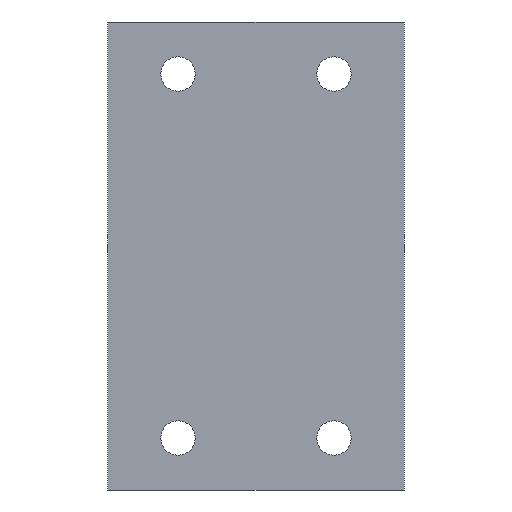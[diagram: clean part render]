
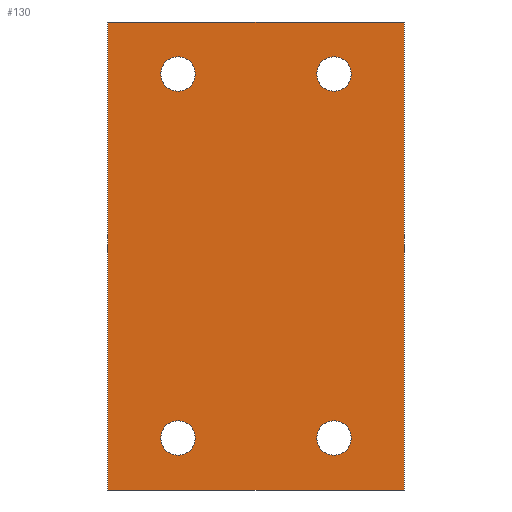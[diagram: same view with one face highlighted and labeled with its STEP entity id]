
A CAD part, front view. The second image highlights one B-rep face of the part: STEP entity #130.
In plain terms, the highlighted planar face has unit normal (0, -1, 0).
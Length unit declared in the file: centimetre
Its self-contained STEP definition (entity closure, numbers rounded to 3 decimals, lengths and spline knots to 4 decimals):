
#3 = VERTEX_POINT ( 'NONE', #255 ) ;
#4 = VECTOR ( 'NONE', #371, 100. ) ;
#7 = ORIENTED_EDGE ( 'NONE', *, *, #311, .T. ) ;
#21 = EDGE_CURVE ( 'NONE', #488, #386, #527, .T. ) ;
#29 = FACE_OUTER_BOUND ( 'NONE', #185, .T. ) ;
#39 = EDGE_CURVE ( 'NONE', #122, #214, #101, .T. ) ;
#43 = CIRCLE ( 'NONE', #414, 0.33 ) ;
#48 = CARTESIAN_POINT ( 'NONE',  ( 4., 0.8, -7.67 ) ) ;
#49 = VERTEX_POINT ( 'NONE', #504 ) ;
#50 = AXIS2_PLACEMENT_3D ( 'NONE', #193, #477, #390 ) ;
#52 = EDGE_CURVE ( 'NONE', #523, #180, #236, .T. ) ;
#54 = DIRECTION ( 'NONE',  ( 0., 0., -1. ) ) ;
#55 = DIRECTION ( 'NONE',  ( 0., 0., -1. ) ) ;
#61 = CARTESIAN_POINT ( 'NONE',  ( 4., 0.8, -8.33 ) ) ;
#76 = AXIS2_PLACEMENT_3D ( 'NONE', #268, #198, #426 ) ;
#77 = CARTESIAN_POINT ( 'NONE',  ( 4., 0.8, -8. ) ) ;
#78 = AXIS2_PLACEMENT_3D ( 'NONE', #493, #337, #375 ) ;
#79 = EDGE_CURVE ( 'NONE', #49, #187, #109, .T. ) ;
#88 = CARTESIAN_POINT ( 'NONE',  ( 1., 0.8, -8. ) ) ;
#90 = EDGE_CURVE ( 'NONE', #386, #488, #127, .T. ) ;
#97 = VERTEX_POINT ( 'NONE', #316 ) ;
#101 = CIRCLE ( 'NONE', #297, 0.33 ) ;
#102 = CIRCLE ( 'NONE', #201, 0.33 ) ;
#106 = CARTESIAN_POINT ( 'NONE',  ( 1., 0.8, -0.67 ) ) ;
#109 = LINE ( 'NONE', #318, #314 ) ;
#110 = EDGE_CURVE ( 'NONE', #443, #321, #281, .T. ) ;
#113 = DIRECTION ( 'NONE',  ( 0., 0., -1. ) ) ;
#122 = VERTEX_POINT ( 'NONE', #106 ) ;
#126 = CARTESIAN_POINT ( 'NONE',  ( 1., 0.8, -1.33 ) ) ;
#127 = CIRCLE ( 'NONE', #420, 0.33 ) ;
#130 = ADVANCED_FACE ( 'NONE', ( #154, #511, #29, #150, #353 ), #396, .T. ) ;
#140 = EDGE_LOOP ( 'NONE', ( #143, #247 ) ) ;
#142 = LINE ( 'NONE', #421, #339 ) ;
#143 = ORIENTED_EDGE ( 'NONE', *, *, #21, .F. ) ;
#145 = ORIENTED_EDGE ( 'NONE', *, *, #505, .F. ) ;
#146 = AXIS2_PLACEMENT_3D ( 'NONE', #467, #195, #113 ) ;
#150 = FACE_BOUND ( 'NONE', #341, .T. ) ;
#154 = FACE_BOUND ( 'NONE', #381, .T. ) ;
#157 = DIRECTION ( 'NONE',  ( 1., 0., 0. ) ) ;
#161 = VECTOR ( 'NONE', #222, 100. ) ;
#177 = CARTESIAN_POINT ( 'NONE',  ( 4., 0.8, -1.33 ) ) ;
#180 = VERTEX_POINT ( 'NONE', #469 ) ;
#184 = LINE ( 'NONE', #305, #161 ) ;
#185 = EDGE_LOOP ( 'NONE', ( #7, #436, #481, #292 ) ) ;
#187 = VERTEX_POINT ( 'NONE', #429 ) ;
#193 = CARTESIAN_POINT ( 'NONE',  ( 1., 0.8, -8. ) ) ;
#195 = DIRECTION ( 'NONE',  ( 0., -1., 0. ) ) ;
#198 = DIRECTION ( 'NONE',  ( 0., -1., 0. ) ) ;
#201 = AXIS2_PLACEMENT_3D ( 'NONE', #88, #335, #385 ) ;
#211 = CARTESIAN_POINT ( 'NONE',  ( 5.35, 0.8, 0. ) ) ;
#214 = VERTEX_POINT ( 'NONE', #126 ) ;
#221 = CARTESIAN_POINT ( 'NONE',  ( 1., 0.8, -1. ) ) ;
#222 = DIRECTION ( 'NONE',  ( 0., 0., -1. ) ) ;
#227 = EDGE_LOOP ( 'NONE', ( #302, #145 ) ) ;
#236 = CIRCLE ( 'NONE', #50, 0.33 ) ;
#247 = ORIENTED_EDGE ( 'NONE', *, *, #90, .F. ) ;
#255 = CARTESIAN_POINT ( 'NONE',  ( -0.35, 0.8, 0. ) ) ;
#268 = CARTESIAN_POINT ( 'NONE',  ( 0., 0.8, 0. ) ) ;
#281 = CIRCLE ( 'NONE', #146, 0.33 ) ;
#292 = ORIENTED_EDGE ( 'NONE', *, *, #384, .T. ) ;
#293 = LINE ( 'NONE', #211, #4 ) ;
#297 = AXIS2_PLACEMENT_3D ( 'NONE', #221, #383, #343 ) ;
#302 = ORIENTED_EDGE ( 'NONE', *, *, #52, .F. ) ;
#305 = CARTESIAN_POINT ( 'NONE',  ( -0.35, 0.8, 0. ) ) ;
#311 = EDGE_CURVE ( 'NONE', #97, #3, #293, .T. ) ;
#314 = VECTOR ( 'NONE', #157, 100. ) ;
#316 = CARTESIAN_POINT ( 'NONE',  ( 5.35, 0.8, 0. ) ) ;
#318 = CARTESIAN_POINT ( 'NONE',  ( -0.35, 0.8, -9. ) ) ;
#321 = VERTEX_POINT ( 'NONE', #329 ) ;
#325 = ORIENTED_EDGE ( 'NONE', *, *, #110, .F. ) ;
#329 = CARTESIAN_POINT ( 'NONE',  ( 4., 0.8, -0.67 ) ) ;
#335 = DIRECTION ( 'NONE',  ( 0., -1., 0. ) ) ;
#337 = DIRECTION ( 'NONE',  ( 0., -1., 0. ) ) ;
#339 = VECTOR ( 'NONE', #503, 100. ) ;
#341 = EDGE_LOOP ( 'NONE', ( #448, #325 ) ) ;
#343 = DIRECTION ( 'NONE',  ( 0., 0., -1. ) ) ;
#345 = CARTESIAN_POINT ( 'NONE',  ( 1., 0.8, -7.67 ) ) ;
#353 = FACE_BOUND ( 'NONE', #227, .T. ) ;
#371 = DIRECTION ( 'NONE',  ( -1., 0., 0. ) ) ;
#373 = EDGE_CURVE ( 'NONE', #3, #49, #184, .T. ) ;
#375 = DIRECTION ( 'NONE',  ( 0., 0., -1. ) ) ;
#376 = ORIENTED_EDGE ( 'NONE', *, *, #463, .F. ) ;
#381 = EDGE_LOOP ( 'NONE', ( #440, #376 ) ) ;
#383 = DIRECTION ( 'NONE',  ( 0., -1., 0. ) ) ;
#384 = EDGE_CURVE ( 'NONE', #187, #97, #142, .T. ) ;
#385 = DIRECTION ( 'NONE',  ( 0., 0., -1. ) ) ;
#386 = VERTEX_POINT ( 'NONE', #61 ) ;
#388 = DIRECTION ( 'NONE',  ( 0., 0., -1. ) ) ;
#390 = DIRECTION ( 'NONE',  ( 0., 0., -1. ) ) ;
#396 = PLANE ( 'NONE',  #76 ) ;
#414 = AXIS2_PLACEMENT_3D ( 'NONE', #457, #459, #54 ) ;
#420 = AXIS2_PLACEMENT_3D ( 'NONE', #77, #519, #388 ) ;
#421 = CARTESIAN_POINT ( 'NONE',  ( 5.35, 0.8, -9. ) ) ;
#426 = DIRECTION ( 'NONE',  ( 0., 0., -1. ) ) ;
#429 = CARTESIAN_POINT ( 'NONE',  ( 5.35, 0.8, -9. ) ) ;
#436 = ORIENTED_EDGE ( 'NONE', *, *, #373, .T. ) ;
#440 = ORIENTED_EDGE ( 'NONE', *, *, #39, .F. ) ;
#443 = VERTEX_POINT ( 'NONE', #177 ) ;
#448 = ORIENTED_EDGE ( 'NONE', *, *, #479, .F. ) ;
#457 = CARTESIAN_POINT ( 'NONE',  ( 4., 0.8, -1. ) ) ;
#458 = DIRECTION ( 'NONE',  ( 0., -1., 0. ) ) ;
#459 = DIRECTION ( 'NONE',  ( 0., -1., 0. ) ) ;
#463 = EDGE_CURVE ( 'NONE', #214, #122, #489, .T. ) ;
#465 = CARTESIAN_POINT ( 'NONE',  ( 4., 0.8, -8. ) ) ;
#467 = CARTESIAN_POINT ( 'NONE',  ( 4., 0.8, -1. ) ) ;
#469 = CARTESIAN_POINT ( 'NONE',  ( 1., 0.8, -8.33 ) ) ;
#477 = DIRECTION ( 'NONE',  ( 0., -1., 0. ) ) ;
#479 = EDGE_CURVE ( 'NONE', #321, #443, #43, .T. ) ;
#481 = ORIENTED_EDGE ( 'NONE', *, *, #79, .T. ) ;
#488 = VERTEX_POINT ( 'NONE', #48 ) ;
#489 = CIRCLE ( 'NONE', #78, 0.33 ) ;
#493 = CARTESIAN_POINT ( 'NONE',  ( 1., 0.8, -1. ) ) ;
#499 = AXIS2_PLACEMENT_3D ( 'NONE', #465, #458, #55 ) ;
#503 = DIRECTION ( 'NONE',  ( 0., 0., 1. ) ) ;
#504 = CARTESIAN_POINT ( 'NONE',  ( -0.35, 0.8, -9. ) ) ;
#505 = EDGE_CURVE ( 'NONE', #180, #523, #102, .T. ) ;
#511 = FACE_BOUND ( 'NONE', #140, .T. ) ;
#519 = DIRECTION ( 'NONE',  ( 0., -1., 0. ) ) ;
#523 = VERTEX_POINT ( 'NONE', #345 ) ;
#527 = CIRCLE ( 'NONE', #499, 0.33 ) ;
